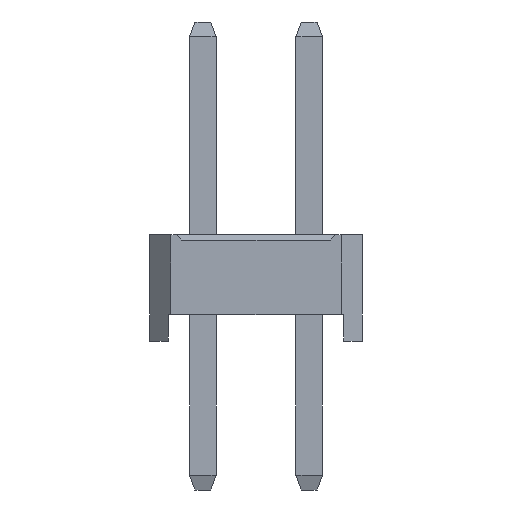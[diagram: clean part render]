
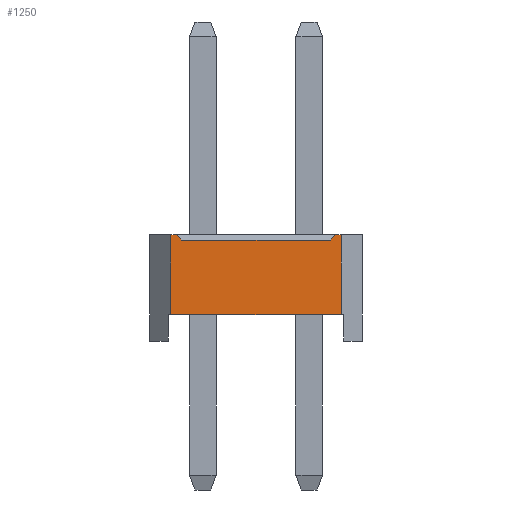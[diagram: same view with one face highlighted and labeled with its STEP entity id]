
A CAD part, left-side view. The second image highlights one B-rep face of the part: STEP entity #1250.
In plain terms, the highlighted planar face has unit normal (-1, 0, 0).
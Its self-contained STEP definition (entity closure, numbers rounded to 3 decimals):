
#1250=ADVANCED_FACE('',(#5176),#5178,.T.);
#5176=FACE_BOUND('',#5177,.T.);
#5177=EDGE_LOOP('',(#8261,#8262,#8263,#8264,#8265,#8266,#8267,#8268));
#5178=PLANE('',#5179);
#5179=AXIS2_PLACEMENT_3D('',#5180,#5181,#5182);
#5180=CARTESIAN_POINT('',(-1.,2.6,0.));
#5181=DIRECTION('',(-1.,0.,0.));
#5182=DIRECTION('',(0.,-1.,0.));
#8261=ORIENTED_EDGE('',*,*,#10170,.F.);
#8262=ORIENTED_EDGE('',*,*,#10171,.T.);
#8263=ORIENTED_EDGE('',*,*,#10172,.F.);
#8264=ORIENTED_EDGE('',*,*,#9766,.F.);
#8265=ORIENTED_EDGE('',*,*,#10173,.F.);
#8266=ORIENTED_EDGE('',*,*,#9612,.T.);
#8267=ORIENTED_EDGE('',*,*,#10169,.T.);
#8268=ORIENTED_EDGE('',*,*,#9770,.F.);
#9612=EDGE_CURVE('',#10702,#10700,#10703,.T.);
#9766=EDGE_CURVE('',#11008,#11010,#11011,.T.);
#9770=EDGE_CURVE('',#11016,#11018,#11019,.T.);
#10169=EDGE_CURVE('',#10700,#11018,#11683,.T.);
#10170=EDGE_CURVE('',#11684,#11016,#11685,.F.);
#10171=EDGE_CURVE('',#11684,#11686,#11687,.T.);
#10172=EDGE_CURVE('',#11010,#11686,#11688,.F.);
#10173=EDGE_CURVE('',#10702,#11008,#11689,.T.);
#10700=VERTEX_POINT('',#12466);
#10702=VERTEX_POINT('',#12470);
#10703=LINE('',#12471,#12472);
#11008=VERTEX_POINT('',#13082);
#11010=VERTEX_POINT('',#13086);
#11011=LINE('',#13087,#13088);
#11016=VERTEX_POINT('',#13098);
#11018=VERTEX_POINT('',#13102);
#11019=LINE('',#13103,#13104);
#11683=LINE('',#14565,#14566);
#11684=VERTEX_POINT('',#14568);
#11685=LINE('',#14569,#14570);
#11686=VERTEX_POINT('',#14572);
#11687=LINE('',#14573,#14574);
#11688=LINE('',#14576,#14577);
#11689=LINE('',#14579,#14580);
#12466=CARTESIAN_POINT('',(-1.,-0.6,0.5));
#12470=CARTESIAN_POINT('',(-1.,2.6,0.5));
#12471=CARTESIAN_POINT('',(-1.,2.6,0.5));
#12472=VECTOR('',#12473,1.);
#12473=DIRECTION('',(0.,-1.,0.));
#13082=CARTESIAN_POINT('',(-1.,2.6,2.));
#13086=CARTESIAN_POINT('',(-1.,2.5,2.));
#13087=CARTESIAN_POINT('',(-1.,2.6,2.));
#13088=VECTOR('',#13089,1.);
#13089=DIRECTION('',(0.,-1.,0.));
#13098=CARTESIAN_POINT('',(-1.,-0.5,2.));
#13102=CARTESIAN_POINT('',(-1.,-0.6,2.));
#13103=CARTESIAN_POINT('',(-1.,-0.5,2.));
#13104=VECTOR('',#13105,1.);
#13105=DIRECTION('',(0.,-1.,0.));
#14565=CARTESIAN_POINT('',(-1.,-0.6,0.5));
#14566=VECTOR('',#14567,1.);
#14567=DIRECTION('',(0.,0.,1.));
#14568=CARTESIAN_POINT('',(-1.,-0.4,1.9));
#14569=CARTESIAN_POINT('',(-1.,-0.5,2.));
#14570=VECTOR('',#14571,1.);
#14571=DIRECTION('',(0.,0.707,-0.707));
#14572=CARTESIAN_POINT('',(-1.,2.4,1.9));
#14573=CARTESIAN_POINT('',(-1.,-0.4,1.9));
#14574=VECTOR('',#14575,1.);
#14575=DIRECTION('',(0.,1.,0.));
#14576=CARTESIAN_POINT('',(-1.,2.4,1.9));
#14577=VECTOR('',#14578,1.);
#14578=DIRECTION('',(0.,0.707,0.707));
#14579=CARTESIAN_POINT('',(-1.,2.6,0.5));
#14580=VECTOR('',#14581,1.);
#14581=DIRECTION('',(0.,0.,1.));
